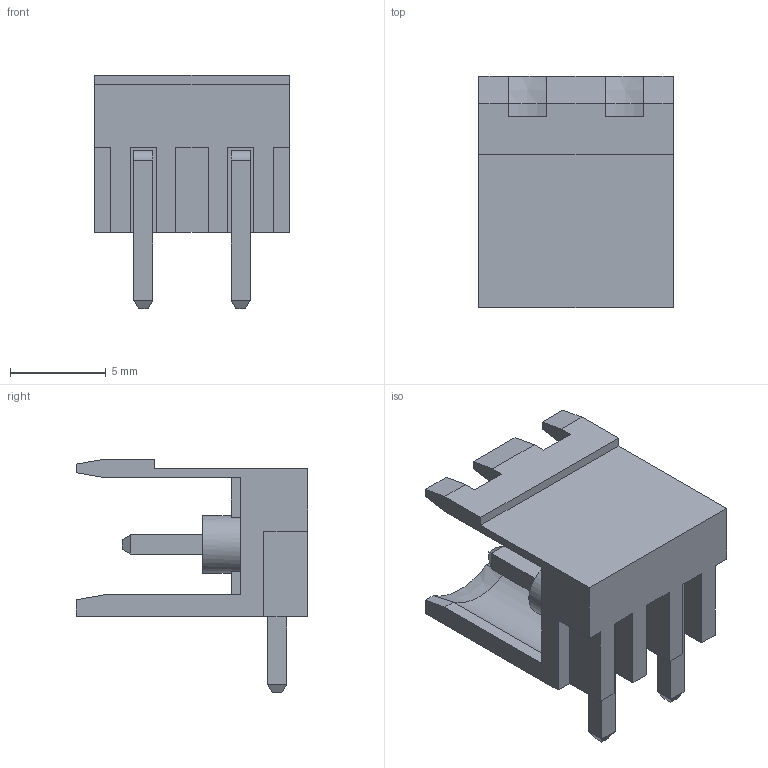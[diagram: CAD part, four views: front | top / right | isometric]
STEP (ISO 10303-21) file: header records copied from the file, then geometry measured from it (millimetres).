
FILE_DESCRIPTION (( 'STEP AP214' ), '1' );
FILE_NAME ('8E9EB35A-7693-4A5C-9B4F-63CF787EB920.STEP', '2026-02-02T11:55:43', ( '' ), ( '' ), 'SwSTEP 2.0', 'SolidWorks 2022', '' );
FILE_SCHEMA (( 'AUTOMOTIVE_DESIGN' ));
Length unit declared in the file: millimetre
Products named in the file (1): 8E9EB35A-7693-4A5C-9B4F-63CF787EB920
Bounding box: 10.16 x 12.1 x 12.2 mm (x, y, z)
Volume: 385.3 mm3; surface area: 859.4 mm2
Topology: 1 solids, 1 shells, 115 faces, 307 edges, 198 vertices
Faces by surface type: plane 105, cylinder 8, cone 2
Entity records: 4011 total; most frequent: CARTESIAN_POINT 633, ORIENTED_EDGE 614, DIRECTION 565, EDGE_CURVE 307, VECTOR 273, LINE 273, VERTEX_POINT 198, AXIS2_PLACEMENT_3D 146
